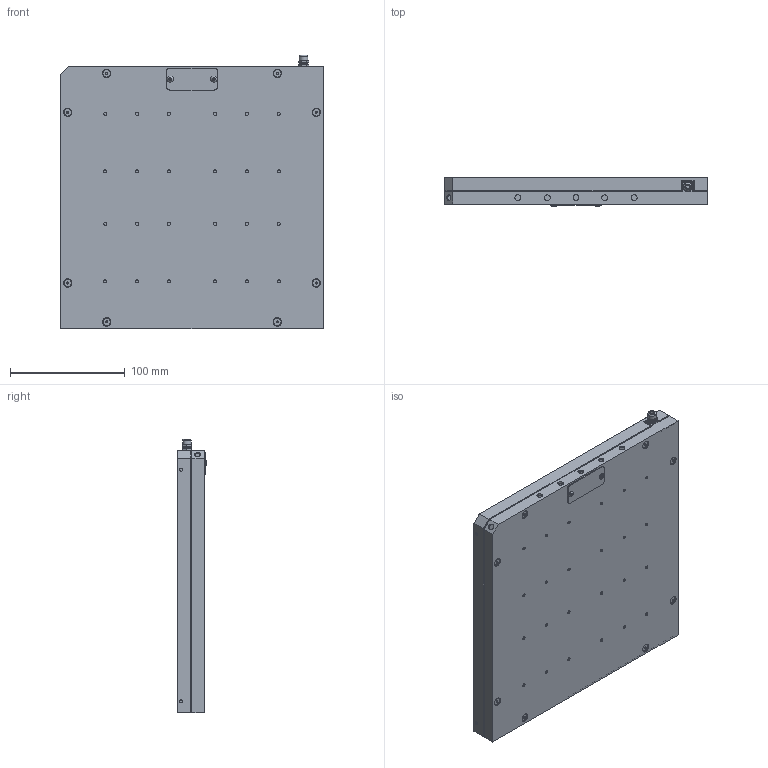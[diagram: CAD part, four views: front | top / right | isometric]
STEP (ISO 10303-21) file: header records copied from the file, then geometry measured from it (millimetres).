
FILE_DESCRIPTION (( 'STEP AP214' ), '1' );
FILE_NAME ('QE195LP-S-MB.STEP', '2024-11-25T12:26:54', ( '' ), ( '' ), 'SwSTEP 2.0', 'SolidWorks 2024', '' );
FILE_SCHEMA (( 'AUTOMOTIVE_DESIGN' ));
Length unit declared in the file: millimetre
Products named in the file (1): QE195LP-S-MB
Bounding box: 229 x 26.01 x 238.91 mm (x, y, z)
Volume: 110830.3 mm3; surface area: 256232.3 mm2
Topology: 16 solids, 16 shells, 357 faces, 777 edges, 463 vertices
Faces by surface type: plane 168, cone 103, cylinder 77, torus 7, sphere 2
Full cylindrical faces by diameter (mm): 2.261 x2, 2.705 x31, 2.845 x2, 3.175 x2, 3.302 x2, 4.877 x2, 5 x3, 5.105 x4, 6.096 x1, 6.477 x8, 7.405 x2, 195 x1, 200 x1
Entity records: 13359 total; most frequent: CARTESIAN_POINT 1871, DIRECTION 1570, ORIENTED_EDGE 1324, EDGE_CURVE 662, AXIS2_PLACEMENT_3D 634, EDGE_LOOP 589, VERTEX_POINT 447, FACE_OUTER_BOUND 427
